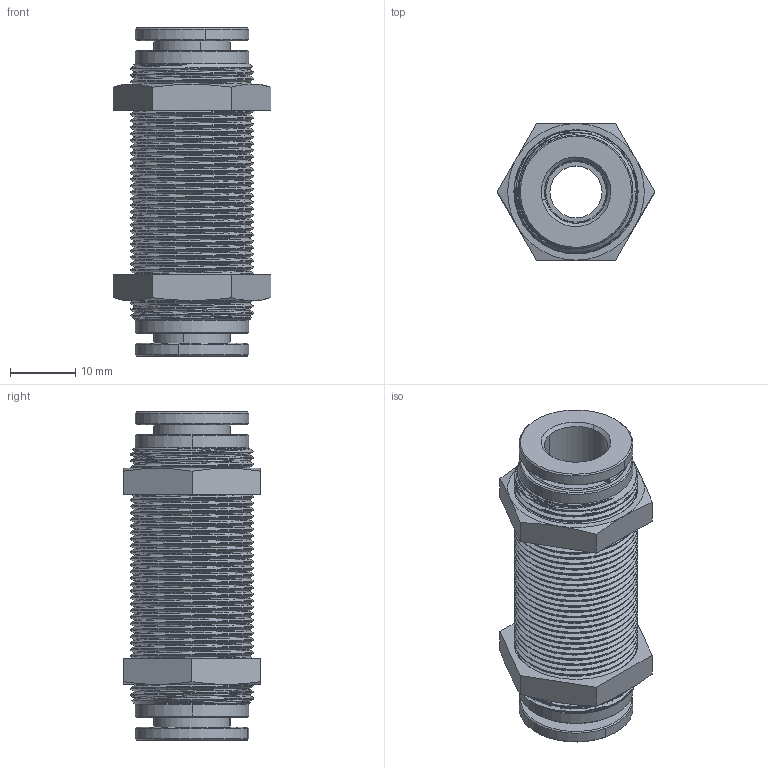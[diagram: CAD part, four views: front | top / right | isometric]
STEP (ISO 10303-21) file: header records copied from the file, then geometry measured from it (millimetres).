
FILE_DESCRIPTION (( 'STEP AP214' ), '1' );
FILE_NAME ('BUS3-8W.STEP', '2018-07-05T15:41:41', ( '' ), ( '' ), 'SwSTEP 2.0', 'SolidWorks 2016', '' );
FILE_SCHEMA (( 'AUTOMOTIVE_DESIGN' ));
Length unit declared in the file: millimetre
Products named in the file (1): BUS3-8W
Bounding box: 24.25 x 21 x 50.44 mm (x, y, z)
Volume: 9217.9 mm3; surface area: 14510.9 mm2
Topology: 13 solids, 13 shells, 863 faces, 2403 edges, 1574 vertices
Faces by surface type: plane 282, cone 261, cylinder 213, bspline 103, torus 4
Entity records: 50002 total; most frequent: CARTESIAN_POINT 20276, ORIENTED_EDGE 4806, DIRECTION 3525, EDGE_CURVE 2403, VERTEX_POINT 1574, AXIS2_PLACEMENT_3D 1429, EDGE_LOOP 897, B_SPLINE_CURVE_WITH_KNOTS 883
